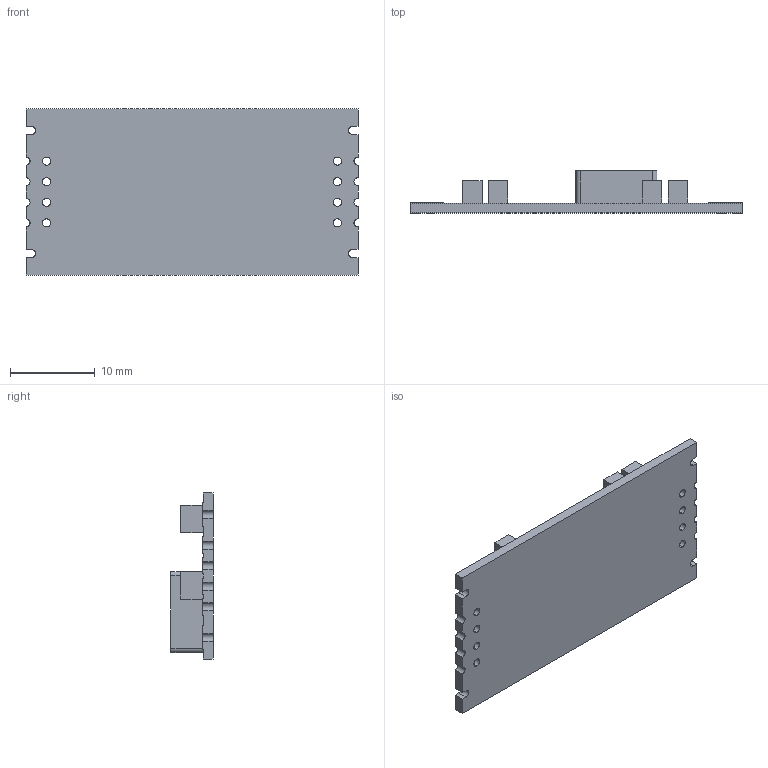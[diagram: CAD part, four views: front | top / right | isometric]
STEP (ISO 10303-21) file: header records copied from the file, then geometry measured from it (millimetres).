
FILE_DESCRIPTION(('FreeCAD Model'),'2;1');
FILE_NAME('Open CASCADE Shape Model','2025-04-28T07:23:21',('FreeCAD'),( 'FreeCAD'),'Open CASCADE STEP processor 7.6','FreeCAD','Unknown');
FILE_SCHEMA(('AUTOMOTIVE_DESIGN { 1 0 10303 214 1 1 1 1 }'));
Length unit declared in the file: millimetre
Products named in the file (1): Open CASCADE STEP translator 7.6 1
Bounding box: 39.24 x 4.98 x 19.62 mm (x, y, z)
Volume: 1344.1 mm3; surface area: 2027.4 mm2
Topology: 1 solids, 1 shells, 806 faces, 2227 edges, 1484 vertices
Faces by surface type: bspline 806
Entity records: 35260 total; most frequent: CARTESIAN_POINT 21607, ORIENTED_EDGE 4454, EDGE_CURVE 2227, B_SPLINE_CURVE_WITH_KNOTS 2137, VERTEX_POINT 1484, FACE_BOUND 883, EDGE_LOOP 883, ADVANCED_FACE 806
